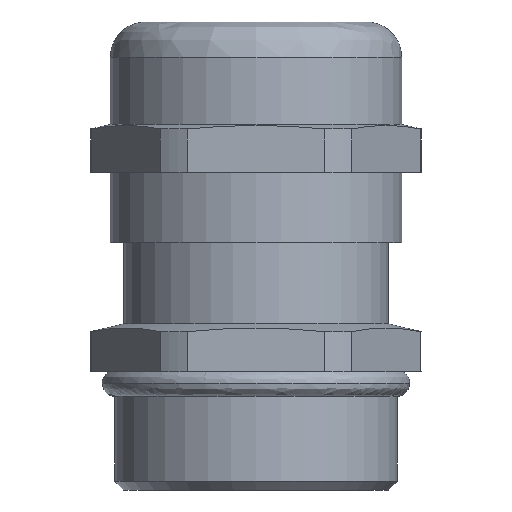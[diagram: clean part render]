
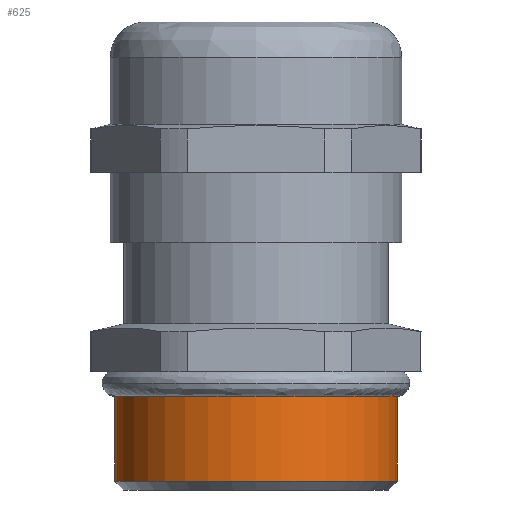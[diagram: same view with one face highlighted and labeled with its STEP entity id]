
A CAD part, front view. The second image highlights one B-rep face of the part: STEP entity #625.
In plain terms, the highlighted cylindrical face has radius 8 mm (diameter 16 mm), a partial arc.
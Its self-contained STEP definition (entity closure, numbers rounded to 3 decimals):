
#53 = VERTEX_POINT ( 'NONE', #718 ) ;
#108 = EDGE_CURVE ( 'NONE', #53, #147, #782, .T. ) ;
#113 = EDGE_CURVE ( 'NONE', #53, #124, #772, .T. ) ;
#117 = EDGE_CURVE ( 'NONE', #147, #130, #774, .T. ) ;
#124 = VERTEX_POINT ( 'NONE', #727 ) ;
#130 = VERTEX_POINT ( 'NONE', #868 ) ;
#147 = VERTEX_POINT ( 'NONE', #872 ) ;
#511 = ORIENTED_EDGE ( 'NONE', *, *, #629, .F. ) ;
#514 = ORIENTED_EDGE ( 'NONE', *, *, #113, .F. ) ;
#622 = EDGE_LOOP ( 'NONE', ( #514, #624, #631, #511 ) ) ;
#624 = ORIENTED_EDGE ( 'NONE', *, *, #108, .T. ) ;
#625 = ADVANCED_FACE ( 'NONE', ( #1698 ), #1656, .T. ) ;
#629 = EDGE_CURVE ( 'NONE', #124, #130, #1640, .T. ) ;
#631 = ORIENTED_EDGE ( 'NONE', *, *, #117, .T. ) ;
#718 = CARTESIAN_POINT ( 'NONE',  ( 8., 0., 5.302 ) ) ;
#727 = CARTESIAN_POINT ( 'NONE',  ( 8., 0., 0.5 ) ) ;
#741 = DIRECTION ( 'NONE',  ( 0., 0., -1. ) ) ;
#742 = VECTOR ( 'NONE', #741, 1000. ) ;
#743 = CARTESIAN_POINT ( 'NONE',  ( -8., 0., 6.7 ) ) ;
#771 = CARTESIAN_POINT ( 'NONE',  ( 8., 0., 6.7 ) ) ;
#772 = LINE ( 'NONE', #771, #786 ) ;
#774 = LINE ( 'NONE', #743, #742 ) ;
#779 = DIRECTION ( 'NONE',  ( -1., 0., 0. ) ) ;
#780 = DIRECTION ( 'NONE',  ( 0., 0., -1. ) ) ;
#781 = CARTESIAN_POINT ( 'NONE',  ( 0., 0., 5.302 ) ) ;
#782 = CIRCLE ( 'NONE', #853, 8. ) ;
#785 = DIRECTION ( 'NONE',  ( 0., 0., -1. ) ) ;
#786 = VECTOR ( 'NONE', #785, 1000. ) ;
#853 = AXIS2_PLACEMENT_3D ( 'NONE', #781, #780, #779 ) ;
#868 = CARTESIAN_POINT ( 'NONE',  ( -8., 0., 0.5 ) ) ;
#872 = CARTESIAN_POINT ( 'NONE',  ( -8., 0., 5.302 ) ) ;
#1625 = AXIS2_PLACEMENT_3D ( 'NONE', #1674, #1638, #1637 ) ;
#1637 = DIRECTION ( 'NONE',  ( -1., 0., 0. ) ) ;
#1638 = DIRECTION ( 'NONE',  ( 0., 0., -1. ) ) ;
#1640 = CIRCLE ( 'NONE', #1665, 8. ) ;
#1656 = CYLINDRICAL_SURFACE ( 'NONE', #1625, 8. ) ;
#1662 = DIRECTION ( 'NONE',  ( 1., 0., 0. ) ) ;
#1663 = DIRECTION ( 'NONE',  ( 0., 0., -1. ) ) ;
#1664 = CARTESIAN_POINT ( 'NONE',  ( 0., 0., 0.5 ) ) ;
#1665 = AXIS2_PLACEMENT_3D ( 'NONE', #1664, #1663, #1662 ) ;
#1674 = CARTESIAN_POINT ( 'NONE',  ( 0., 0., 6.7 ) ) ;
#1698 = FACE_OUTER_BOUND ( 'NONE', #622, .T. ) ;
